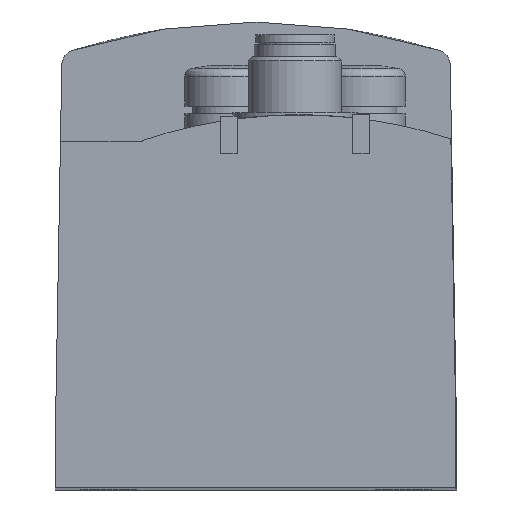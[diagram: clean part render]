
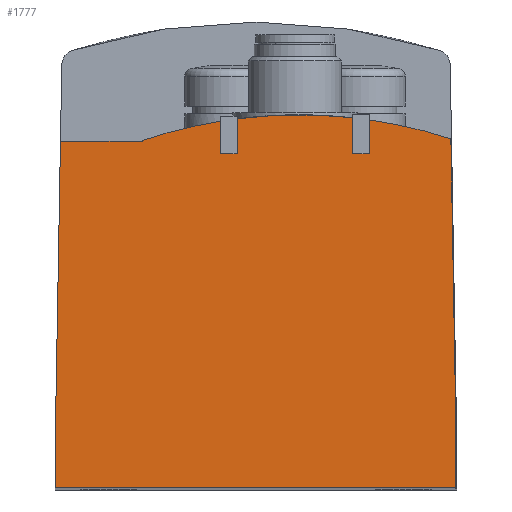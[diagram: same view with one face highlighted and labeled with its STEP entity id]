
A CAD part, top view. The second image highlights one B-rep face of the part: STEP entity #1777.
In plain terms, the highlighted planar face has unit normal (0, 0, 1).
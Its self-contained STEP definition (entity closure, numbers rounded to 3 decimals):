
#31=PLANE('',#1908);
#109=LINE('',#2725,#265);
#139=LINE('',#2786,#295);
#140=LINE('',#2788,#296);
#141=LINE('',#2790,#297);
#142=LINE('',#2791,#298);
#143=LINE('',#2793,#299);
#144=LINE('',#2795,#300);
#145=LINE('',#2797,#301);
#146=LINE('',#2798,#302);
#147=LINE('',#2800,#303);
#148=LINE('',#2802,#304);
#149=LINE('',#2803,#305);
#150=LINE('',#2805,#306);
#265=VECTOR('',#2114,1000.);
#295=VECTOR('',#2146,1000.);
#296=VECTOR('',#2147,1000.);
#297=VECTOR('',#2148,1000.);
#298=VECTOR('',#2149,1000.);
#299=VECTOR('',#2150,1000.);
#300=VECTOR('',#2151,1000.);
#301=VECTOR('',#2152,1000.);
#302=VECTOR('',#2153,1000.);
#303=VECTOR('',#2154,1000.);
#304=VECTOR('',#2155,1000.);
#305=VECTOR('',#2156,1000.);
#306=VECTOR('',#2157,1000.);
#415=CIRCLE('',#1903,63.);
#416=CIRCLE('',#1904,63.);
#417=CIRCLE('',#1905,63.);
#538=ORIENTED_EDGE('',*,*,#1024,.F.);
#539=ORIENTED_EDGE('',*,*,#981,.T.);
#540=ORIENTED_EDGE('',*,*,#1025,.T.);
#541=ORIENTED_EDGE('',*,*,#1026,.T.);
#542=ORIENTED_EDGE('',*,*,#994,.F.);
#543=ORIENTED_EDGE('',*,*,#1027,.T.);
#544=ORIENTED_EDGE('',*,*,#1028,.T.);
#545=ORIENTED_EDGE('',*,*,#1029,.T.);
#546=ORIENTED_EDGE('',*,*,#1030,.T.);
#547=ORIENTED_EDGE('',*,*,#989,.T.);
#548=ORIENTED_EDGE('',*,*,#1031,.F.);
#549=ORIENTED_EDGE('',*,*,#1032,.F.);
#550=ORIENTED_EDGE('',*,*,#1033,.F.);
#551=ORIENTED_EDGE('',*,*,#985,.T.);
#552=ORIENTED_EDGE('',*,*,#1034,.F.);
#553=ORIENTED_EDGE('',*,*,#1035,.F.);
#981=EDGE_CURVE('',#1224,#1225,#415,.T.);
#985=EDGE_CURVE('',#1229,#1228,#416,.T.);
#989=EDGE_CURVE('',#1233,#1232,#417,.T.);
#994=EDGE_CURVE('',#1237,#1238,#109,.T.);
#1024=EDGE_CURVE('',#1224,#1267,#139,.T.);
#1025=EDGE_CURVE('',#1225,#1268,#140,.T.);
#1026=EDGE_CURVE('',#1268,#1238,#141,.T.);
#1027=EDGE_CURVE('',#1237,#1269,#142,.T.);
#1028=EDGE_CURVE('',#1269,#1270,#143,.T.);
#1029=EDGE_CURVE('',#1270,#1271,#144,.T.);
#1030=EDGE_CURVE('',#1271,#1233,#145,.T.);
#1031=EDGE_CURVE('',#1272,#1232,#146,.T.);
#1032=EDGE_CURVE('',#1273,#1272,#147,.T.);
#1033=EDGE_CURVE('',#1229,#1273,#148,.T.);
#1034=EDGE_CURVE('',#1274,#1228,#149,.T.);
#1035=EDGE_CURVE('',#1267,#1274,#150,.T.);
#1224=VERTEX_POINT('',#2669);
#1225=VERTEX_POINT('',#2670);
#1228=VERTEX_POINT('',#2682);
#1229=VERTEX_POINT('',#2684);
#1232=VERTEX_POINT('',#2696);
#1233=VERTEX_POINT('',#2698);
#1237=VERTEX_POINT('',#2726);
#1238=VERTEX_POINT('',#2727);
#1267=VERTEX_POINT('',#2787);
#1268=VERTEX_POINT('',#2789);
#1269=VERTEX_POINT('',#2792);
#1270=VERTEX_POINT('',#2794);
#1271=VERTEX_POINT('',#2796);
#1272=VERTEX_POINT('',#2799);
#1273=VERTEX_POINT('',#2801);
#1274=VERTEX_POINT('',#2804);
#1417=EDGE_LOOP('',(#538,#539,#540,#541,#542,#543,#544,#545,#546,#547,#548,
#549,#550,#551,#552,#553));
#1585=FACE_BOUND('',#1417,.T.);
#1777=ADVANCED_FACE('',(#1585),#31,.F.);
#1903=AXIS2_PLACEMENT_3D('',#2668,#2098,#2099);
#1904=AXIS2_PLACEMENT_3D('',#2683,#2102,#2103);
#1905=AXIS2_PLACEMENT_3D('',#2697,#2106,#2107);
#1908=AXIS2_PLACEMENT_3D('',#2785,#2144,#2145);
#2098=DIRECTION('',(0.,0.,1.));
#2099=DIRECTION('',(1.,0.,0.));
#2102=DIRECTION('',(0.,0.,1.));
#2103=DIRECTION('',(1.,0.,0.));
#2106=DIRECTION('',(0.,0.,1.));
#2107=DIRECTION('',(1.,0.,0.));
#2114=DIRECTION('',(0.017,1.,0.));
#2144=DIRECTION('',(0.,0.,-1.));
#2145=DIRECTION('',(-1.,0.,0.));
#2146=DIRECTION('',(0.,-1.,0.));
#2147=DIRECTION('',(0.,-1.,0.));
#2148=DIRECTION('',(-1.,0.,0.));
#2149=DIRECTION('',(0.,-1.,0.));
#2150=DIRECTION('',(1.,0.,0.));
#2151=DIRECTION('',(0.,1.,0.));
#2152=DIRECTION('',(-0.017,1.,0.));
#2153=DIRECTION('',(0.,1.,0.));
#2154=DIRECTION('',(1.,0.,0.));
#2155=DIRECTION('',(0.,-1.,0.));
#2156=DIRECTION('',(0.,1.,0.));
#2157=DIRECTION('',(1.,0.,0.));
#2668=CARTESIAN_POINT('',(5.55,-15.,100.9));
#2669=CARTESIAN_POINT('',(-4.575,47.181,100.9));
#2670=CARTESIAN_POINT('',(-14.62,44.684,100.9));
#2682=CARTESIAN_POINT('',(-2.425,47.493,100.9));
#2683=CARTESIAN_POINT('',(5.55,-15.,100.9));
#2684=CARTESIAN_POINT('',(12.425,47.624,100.9));
#2696=CARTESIAN_POINT('',(14.575,47.35,100.9));
#2697=CARTESIAN_POINT('',(5.55,-15.,100.9));
#2698=CARTESIAN_POINT('',(25.076,44.898,100.9));
#2725=CARTESIAN_POINT('',(-24.893,59.984,100.9));
#2726=CARTESIAN_POINT('',(-25.8,8.,100.9));
#2727=CARTESIAN_POINT('',(-25.162,44.57,100.9));
#2785=CARTESIAN_POINT('',(-25.8,60.,100.9));
#2786=CARTESIAN_POINT('',(-4.575,60.,100.9));
#2787=CARTESIAN_POINT('',(-4.575,43.,100.9));
#2788=CARTESIAN_POINT('',(-14.62,44.684,100.9));
#2789=CARTESIAN_POINT('',(-14.62,44.57,100.9));
#2790=CARTESIAN_POINT('',(-14.62,44.57,100.9));
#2791=CARTESIAN_POINT('',(-25.8,60.,100.9));
#2792=CARTESIAN_POINT('',(-25.8,0.,100.9));
#2793=CARTESIAN_POINT('',(-25.8,0.,100.9));
#2794=CARTESIAN_POINT('',(25.72,0.,100.9));
#2795=CARTESIAN_POINT('',(25.72,0.,100.9));
#2796=CARTESIAN_POINT('',(25.72,8.,100.9));
#2797=CARTESIAN_POINT('',(25.72,8.,100.9));
#2798=CARTESIAN_POINT('',(14.575,60.,100.9));
#2799=CARTESIAN_POINT('',(14.575,43.,100.9));
#2800=CARTESIAN_POINT('',(-25.8,43.,100.9));
#2801=CARTESIAN_POINT('',(12.425,43.,100.9));
#2802=CARTESIAN_POINT('',(12.425,60.,100.9));
#2803=CARTESIAN_POINT('',(-2.425,60.,100.9));
#2804=CARTESIAN_POINT('',(-2.425,43.,100.9));
#2805=CARTESIAN_POINT('',(-25.8,43.,100.9));
